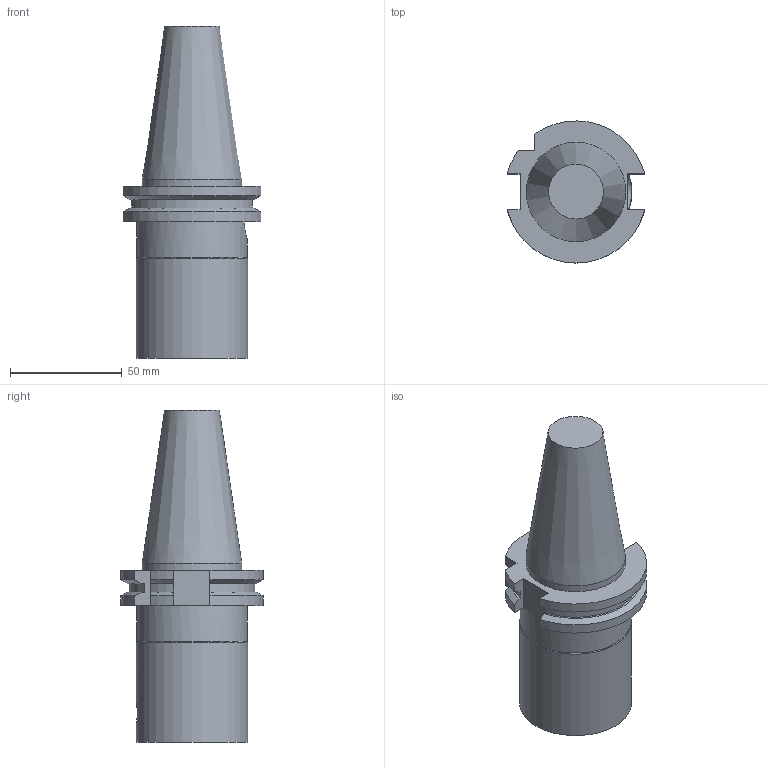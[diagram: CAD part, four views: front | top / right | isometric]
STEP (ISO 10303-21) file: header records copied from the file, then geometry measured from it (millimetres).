
FILE_DESCRIPTION((''),'1');
FILE_NAME('DV40-CKB5-80.stp','2023-09-21T01:19:03',(''),(''),'Spatial Interop R21 SP3','Kubotek KeyCreator 2011 V10.0.2 (22737)',' ');
FILE_SCHEMA(('automotive_design'));
Length unit declared in the file: millimetre
Products named in the file (1): 240[2]
Bounding box: 61.48 x 63.54 x 148.4 mm (x, y, z)
Volume: 212961.1 mm3; surface area: 29316.4 mm2
Topology: 1 solids, 1 shells, 43 faces, 114 edges, 75 vertices
Faces by surface type: plane 20, cylinder 15, cone 8
Full cylindrical faces by diameter (mm): 10.3 x1, 28 x1, 44.45 x1, 49.5 x1, 50 x1
Entity records: 2495 total; most frequent: CARTESIAN_POINT 413, DIRECTION 212, ORIENTED_EDGE 208, PRESENTATION_STYLE_ASSIGNMENT 192, COLOUR_RGB 192, STYLED_ITEM 148, CURVE_STYLE 148, DRAUGHTING_PRE_DEFINED_CURVE_FONT 148
